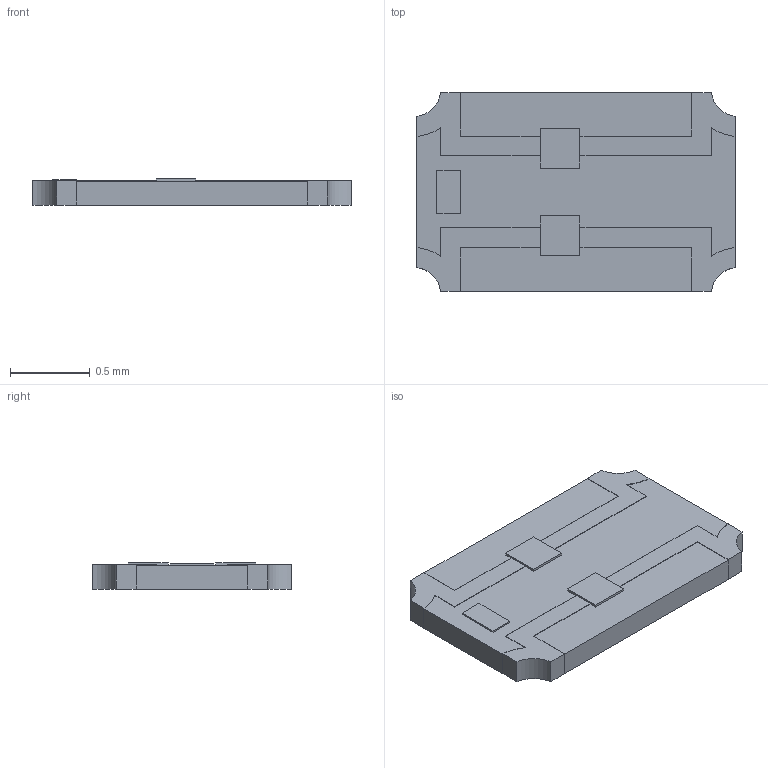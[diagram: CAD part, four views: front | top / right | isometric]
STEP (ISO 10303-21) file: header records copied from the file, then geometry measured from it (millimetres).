
FILE_DESCRIPTION(/* description */ (''),/* implementation_level */ '2;1');
FILE_NAME(/* name */ 'Kingbright APHBM2012SURKZGKC Base.step',/* time_stamp */ '2023-08-22T11:17:41+01:00',/* author */ (''),/* organization */ (''),/* preprocessor_version */ 'ST-DEVELOPER v20',/* originating_system */ 'Autodesk Translation Framework v12.9.0.99',/* authorisation */ '');
FILE_SCHEMA (('AUTOMOTIVE_DESIGN { 1 0 10303 214 3 1 1 }'));
Length unit declared in the file: millimetre
Products named in the file (1): Kingbright APHBM2012SURKZGKC
Bounding box: 2 x 1.25 x 0.17 mm (x, y, z)
Volume: 0.4 mm3; surface area: 5.9 mm2
Topology: 1 solids, 1 shells, 63 faces, 172 edges, 112 vertices
Faces by surface type: plane 55, cylinder 8
Entity records: 2065 total; most frequent: CARTESIAN_POINT 348, ORIENTED_EDGE 344, DIRECTION 316, EDGE_CURVE 172, LINE 156, VECTOR 156, VERTEX_POINT 112, AXIS2_PLACEMENT_3D 80
